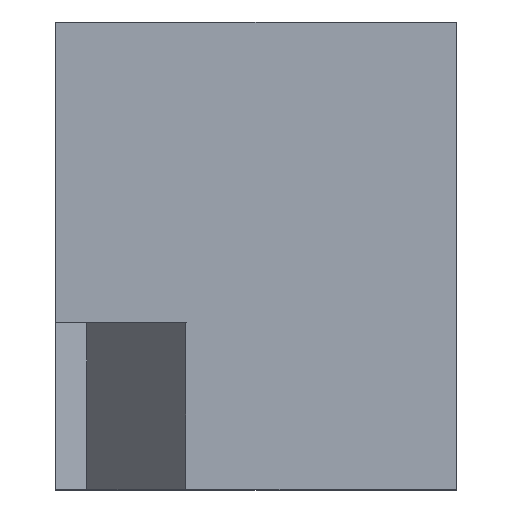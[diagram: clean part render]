
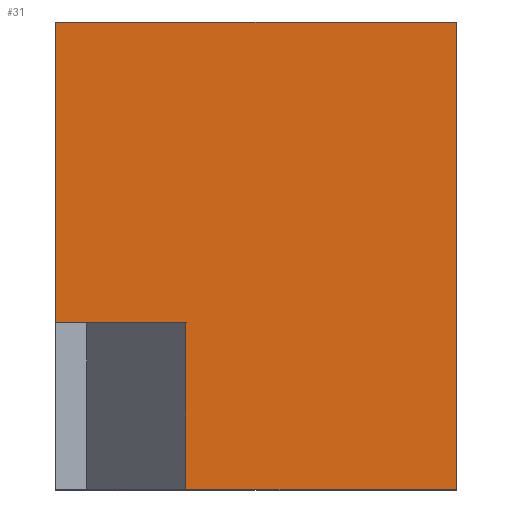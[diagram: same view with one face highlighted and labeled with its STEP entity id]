
A CAD part, top view. The second image highlights one B-rep face of the part: STEP entity #31.
In plain terms, the highlighted planar face has unit normal (0, 0, 1).
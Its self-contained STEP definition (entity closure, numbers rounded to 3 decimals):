
#31=ADVANCED_FACE('',(#41),#109,.T.);
#41=FACE_OUTER_BOUND('',#51,.F.);
#51=EDGE_LOOP('',(#61,#62,#63,#64,#65,#66));
#61=ORIENTED_EDGE('',*,*,#159,.T.);
#62=ORIENTED_EDGE('',*,*,#162,.T.);
#63=ORIENTED_EDGE('',*,*,#161,.T.);
#64=ORIENTED_EDGE('',*,*,#160,.T.);
#65=ORIENTED_EDGE('',*,*,#158,.T.);
#66=ORIENTED_EDGE('',*,*,#157,.T.);
#109=PLANE('',#242);
#157=EDGE_CURVE('',#233,#234,#181,.T.);
#158=EDGE_CURVE('',#238,#233,#182,.T.);
#159=EDGE_CURVE('',#234,#232,#183,.T.);
#160=EDGE_CURVE('',#231,#238,#184,.T.);
#161=EDGE_CURVE('',#230,#231,#185,.T.);
#162=EDGE_CURVE('',#232,#230,#186,.T.);
#181=LINE('',#323,#205);
#182=LINE('',#324,#206);
#183=LINE('',#325,#207);
#184=LINE('',#326,#208);
#185=LINE('',#327,#209);
#186=LINE('',#328,#210);
#205=VECTOR('',#260,19.491);
#206=VECTOR('',#261,25.);
#207=VECTOR('',#262,45.);
#208=VECTOR('',#263,40.509);
#209=VECTOR('',#264,70.);
#210=VECTOR('',#265,60.);
#230=VERTEX_POINT('',#308);
#231=VERTEX_POINT('',#309);
#232=VERTEX_POINT('',#310);
#233=VERTEX_POINT('',#311);
#234=VERTEX_POINT('',#312);
#238=VERTEX_POINT('',#316);
#242=AXIS2_PLACEMENT_3D('',#342,#279,#280);
#260=DIRECTION('',(-1.,0.,0.));
#261=DIRECTION('',(0.,1.,0.));
#262=DIRECTION('',(0.,1.,0.));
#263=DIRECTION('',(-1.,0.,0.));
#264=DIRECTION('',(0.,-1.,0.));
#265=DIRECTION('',(1.,0.,0.));
#279=DIRECTION('',(0.,0.,1.));
#280=DIRECTION('',(1.,0.,0.));
#308=CARTESIAN_POINT('',(30.,35.,50.));
#309=CARTESIAN_POINT('',(30.,-35.,50.));
#310=CARTESIAN_POINT('',(-30.,35.,50.));
#311=CARTESIAN_POINT('',(-10.509,-10.,50.));
#312=CARTESIAN_POINT('',(-30.,-10.,50.));
#316=CARTESIAN_POINT('',(-10.509,-35.,50.));
#323=CARTESIAN_POINT('',(-10.509,-10.,50.));
#324=CARTESIAN_POINT('',(-10.509,-35.,50.));
#325=CARTESIAN_POINT('',(-30.,-10.,50.));
#326=CARTESIAN_POINT('',(30.,-35.,50.));
#327=CARTESIAN_POINT('',(30.,35.,50.));
#328=CARTESIAN_POINT('',(-30.,35.,50.));
#342=CARTESIAN_POINT('',(-30.7,-35.7,50.));
